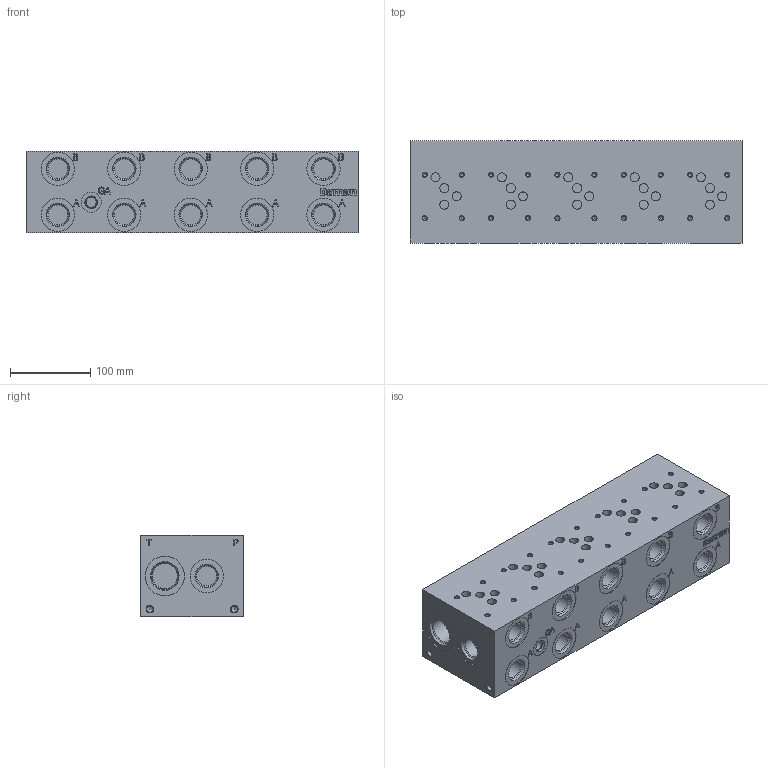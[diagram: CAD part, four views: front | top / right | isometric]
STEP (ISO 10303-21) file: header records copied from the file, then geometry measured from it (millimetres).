
FILE_DESCRIPTION( ( 'STEP AP214' ), ' ' );
FILE_NAME( 'AD05HP053S.stp', '2018-04-23T18:42:15', ( '' ), ( '' ), ' ', 'PARTsolutions', ' ' );
FILE_SCHEMA( ( 'AUTOMOTIVE_DESIGN { 1 0 10303 214 1 1 1 1 }' ) );
Length unit declared in the file: inch
Products named in the file (1): _AD05HP053S
Bounding box: 412.75 x 127 x 101.6 mm (x, y, z)
Volume: 5096916.7 mm3; surface area: 258178.3 mm2
Topology: 1 solids, 1 shells, 533 faces, 1241 edges, 802 vertices
Faces by surface type: plane 316, cylinder 139, cone 78
Full cylindrical faces by diameter (mm): 4.976 x20, 7.805 x4, 11.201 x20, 12.761 x1, 24.696 x12, 25.019 x1, 31.046 x2, 41.453 x12, 48.971 x2
Entity records: 18461 total; most frequent: DIRECTION 2463, CARTESIAN_POINT 2397, ORIENTED_EDGE 2126, EDGE_CURVE 1063, AXIS2_PLACEMENT_3D 866, VERTEX_POINT 800, EDGE_LOOP 777, LINE 731
